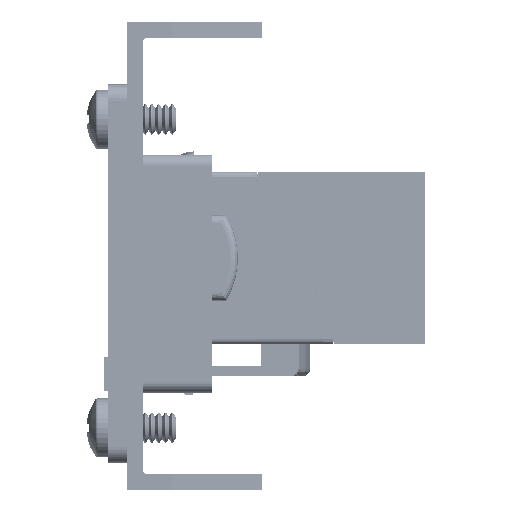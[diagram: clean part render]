
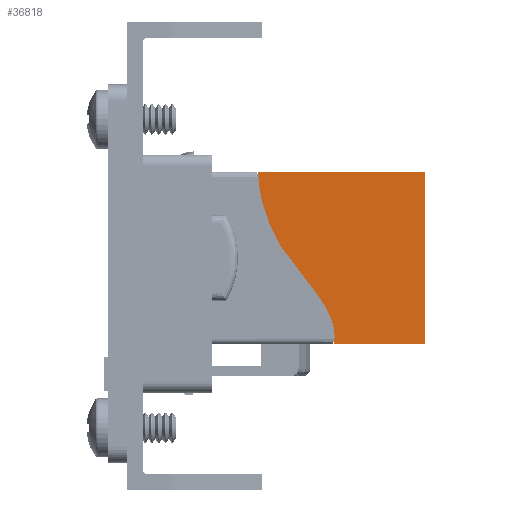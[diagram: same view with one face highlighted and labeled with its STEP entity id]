
A CAD part, left-side view. The second image highlights one B-rep face of the part: STEP entity #36818.
In plain terms, the highlighted face is planar.
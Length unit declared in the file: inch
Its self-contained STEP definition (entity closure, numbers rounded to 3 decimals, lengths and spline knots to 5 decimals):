
#2531 = CARTESIAN_POINT ( 'NONE',  ( 0.2874, -0.58661, -0.3189 ) ) ;
#3140 = DIRECTION ( 'NONE',  ( 0., 0., -1. ) ) ;
#3769 = CARTESIAN_POINT ( 'NONE',  ( 0.2874, -0.08552, 0.00727 ) ) ;
#4682 = EDGE_CURVE ( 'NONE', #16916, #16993, #26136, .T. ) ;
#5274 = DIRECTION ( 'NONE',  ( 0., -1., 0. ) ) ;
#6300 = VERTEX_POINT ( 'NONE', #40273 ) ;
#7523 = VECTOR ( 'NONE', #32713, 39.37008 ) ;
#7535 = CARTESIAN_POINT ( 'NONE',  ( 0.2874, 0.0127, -0.172 ) ) ;
#8154 = DIRECTION ( 'NONE',  ( 0., 0., 1. ) ) ;
#10558 = CARTESIAN_POINT ( 'NONE',  ( 0.2874, 0.58661, -0.3189 ) ) ;
#11138 = ORIENTED_EDGE ( 'NONE', *, *, #36772, .F. ) ;
#11275 = CARTESIAN_POINT ( 'NONE',  ( 0.2874, 0.03166, -0.3189 ) ) ;
#13196 = EDGE_LOOP ( 'NONE', ( #41177, #11138, #21113, #42547 ) ) ;
#13471 = CARTESIAN_POINT ( 'NONE',  ( 0.2874, 0.03166, -0.3189 ) ) ;
#14844 = CARTESIAN_POINT ( 'NONE',  ( 0.2874, -0.24965, 0.3189 ) ) ;
#16105 = CARTESIAN_POINT ( 'NONE',  ( 0.2874, -0.20132, 0.14988 ) ) ;
#16916 = VERTEX_POINT ( 'NONE', #13471 ) ;
#16993 = VERTEX_POINT ( 'NONE', #2531 ) ;
#18091 = CARTESIAN_POINT ( 'NONE',  ( 0.2874, -0.58661, -0.3189 ) ) ;
#18554 = CARTESIAN_POINT ( 'NONE',  ( 0.2874, -0.25168, 0.30402 ) ) ;
#19015 = VECTOR ( 'NONE', #5274, 39.37008 ) ;
#20212 = CARTESIAN_POINT ( 'NONE',  ( 0.2874, 0.58661, 0.3189 ) ) ;
#20272 = EDGE_CURVE ( 'NONE', #41875, #6300, #46377, .T. ) ;
#21113 = ORIENTED_EDGE ( 'NONE', *, *, #20272, .T. ) ;
#22007 = CARTESIAN_POINT ( 'NONE',  ( 0.2874, -0.24965, 0.3189 ) ) ;
#22313 = CARTESIAN_POINT ( 'NONE',  ( 0.2874, -0.23859, 0.21579 ) ) ;
#24798 = EDGE_CURVE ( 'NONE', #6300, #16993, #34569, .T. ) ;
#25819 = VECTOR ( 'NONE', #3140, 39.37008 ) ;
#26066 = CARTESIAN_POINT ( 'NONE',  ( 0.2874, -0.14183, 0.07751 ) ) ;
#26136 = LINE ( 'NONE', #10558, #7523 ) ;
#26708 = PLANE ( 'NONE',  #35565 ) ;
#29816 = CARTESIAN_POINT ( 'NONE',  ( 0.2874, -0.03679, -0.06523 ) ) ;
#30454 = DIRECTION ( 'NONE',  ( -1., 0., 0. ) ) ;
#32713 = DIRECTION ( 'NONE',  ( 0., -1., 0. ) ) ;
#33587 = CARTESIAN_POINT ( 'NONE',  ( 0.2874, 0.03022, -0.26034 ) ) ;
#34261 = B_SPLINE_CURVE_WITH_KNOTS ( 'NONE', 3,
 ( #14844, #18554, #44634, #22313, #16105, #26066, #3769, #29816, #7535, #33587, #11275 ),
 .UNSPECIFIED., .F., .F.,
 ( 4, 1, 1, 1, 1, 1, 1, 1, 4 ),
 ( 0.00179, 0.0625, 0.125, 0.25, 0.375, 0.5, 0.625, 0.75, 0.99898 ),
 .UNSPECIFIED. ) ;
#34569 = LINE ( 'NONE', #18091, #25819 ) ;
#35565 = AXIS2_PLACEMENT_3D ( 'NONE', #45270, #30454, #8154 ) ;
#36772 = EDGE_CURVE ( 'NONE', #41875, #16916, #34261, .T. ) ;
#36818 = ADVANCED_FACE ( 'NONE', ( #47088 ), #26708, .F. ) ;
#40273 = CARTESIAN_POINT ( 'NONE',  ( 0.2874, -0.58661, 0.3189 ) ) ;
#41177 = ORIENTED_EDGE ( 'NONE', *, *, #4682, .F. ) ;
#41875 = VERTEX_POINT ( 'NONE', #22007 ) ;
#42547 = ORIENTED_EDGE ( 'NONE', *, *, #24798, .T. ) ;
#44634 = CARTESIAN_POINT ( 'NONE',  ( 0.2874, -0.25203, 0.27269 ) ) ;
#45270 = CARTESIAN_POINT ( 'NONE',  ( 0.2874, 0.58661, -0.3189 ) ) ;
#46377 = LINE ( 'NONE', #20212, #19015 ) ;
#47088 = FACE_OUTER_BOUND ( 'NONE', #13196, .T. ) ;
